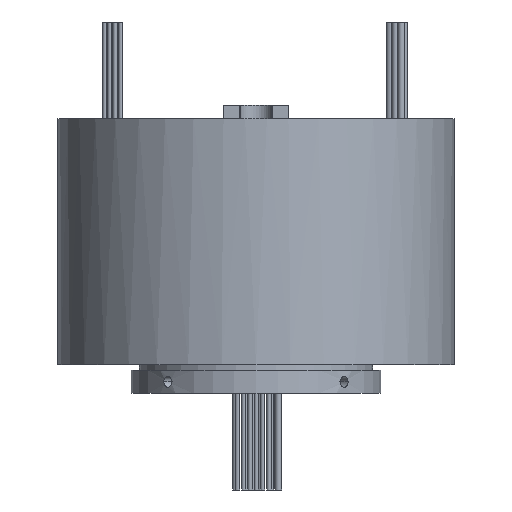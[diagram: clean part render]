
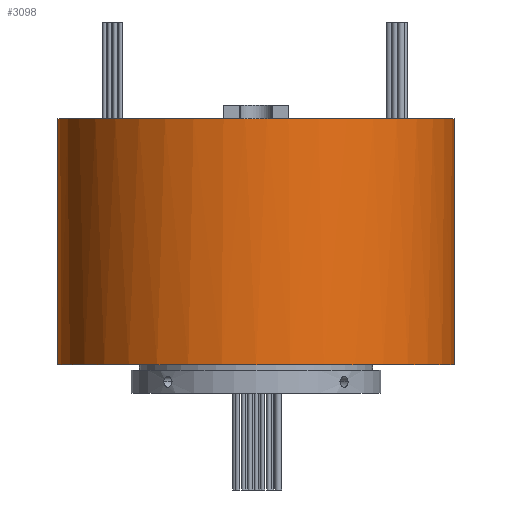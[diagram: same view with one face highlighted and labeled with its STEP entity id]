
A CAD part, front view. The second image highlights one B-rep face of the part: STEP entity #3098.
In plain terms, the highlighted cylindrical face has radius 59.5 mm (diameter 119 mm), a partial arc.
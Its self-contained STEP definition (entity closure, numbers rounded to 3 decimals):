
#3 = DIRECTION ( 'NONE',  ( -1., 0., 0. ) ) ;
#20 = CARTESIAN_POINT ( 'NONE',  ( 0., 0., 82.6 ) ) ;
#54 = VERTEX_POINT ( 'NONE', #5043 ) ;
#117 = VERTEX_POINT ( 'NONE', #2421 ) ;
#247 = DIRECTION ( 'NONE',  ( 1., 0., 0. ) ) ;
#468 = DIRECTION ( 'NONE',  ( 1., 0., 0. ) ) ;
#544 = ORIENTED_EDGE ( 'NONE', *, *, #4284, .T. ) ;
#565 = VERTEX_POINT ( 'NONE', #5129 ) ;
#662 = AXIS2_PLACEMENT_3D ( 'NONE', #1909, #5108, #2390 ) ;
#757 = CARTESIAN_POINT ( 'NONE',  ( 59.5, 0., 8.6 ) ) ;
#790 = CYLINDRICAL_SURFACE ( 'NONE', #4099, 59.5 ) ;
#898 = CARTESIAN_POINT ( 'NONE',  ( 0., 0., 82.6 ) ) ;
#908 = DIRECTION ( 'NONE',  ( 0., 0., -1. ) ) ;
#1059 = ORIENTED_EDGE ( 'NONE', *, *, #5555, .F. ) ;
#1246 = CARTESIAN_POINT ( 'NONE',  ( -59.5, 0., 82.6 ) ) ;
#1300 = LINE ( 'NONE', #5599, #2548 ) ;
#1366 = DIRECTION ( 'NONE',  ( 1., 0., 0. ) ) ;
#1431 = CIRCLE ( 'NONE', #4053, 59.5 ) ;
#1434 = AXIS2_PLACEMENT_3D ( 'NONE', #898, #4125, #1366 ) ;
#1484 = ORIENTED_EDGE ( 'NONE', *, *, #5279, .F. ) ;
#1669 = ORIENTED_EDGE ( 'NONE', *, *, #3559, .F. ) ;
#1742 = CIRCLE ( 'NONE', #1434, 59.5 ) ;
#1909 = CARTESIAN_POINT ( 'NONE',  ( 0., 0., 8.6 ) ) ;
#2175 = CIRCLE ( 'NONE', #662, 59.5 ) ;
#2273 = AXIS2_PLACEMENT_3D ( 'NONE', #5724, #3005, #247 ) ;
#2390 = DIRECTION ( 'NONE',  ( 1., 0., 0. ) ) ;
#2421 = CARTESIAN_POINT ( 'NONE',  ( 59.5, 0., 82.6 ) ) ;
#2428 = DIRECTION ( 'NONE',  ( 0., 0., -1. ) ) ;
#2515 = CARTESIAN_POINT ( 'NONE',  ( -9.75, -58.696, 82.6 ) ) ;
#2548 = VECTOR ( 'NONE', #2428, 1000. ) ;
#2744 = ORIENTED_EDGE ( 'NONE', *, *, #5163, .T. ) ;
#3005 = DIRECTION ( 'NONE',  ( 0., 0., 1. ) ) ;
#3098 = ADVANCED_FACE ( 'NONE', ( #4456 ), #790, .T. ) ;
#3209 = CARTESIAN_POINT ( 'NONE',  ( 0., 0., 82.6 ) ) ;
#3226 = DIRECTION ( 'NONE',  ( 0., 0., 1. ) ) ;
#3530 = VECTOR ( 'NONE', #4003, 1000. ) ;
#3559 = EDGE_CURVE ( 'NONE', #117, #4009, #1300, .T. ) ;
#3814 = VERTEX_POINT ( 'NONE', #2515 ) ;
#3994 = ORIENTED_EDGE ( 'NONE', *, *, #4482, .F. ) ;
#4003 = DIRECTION ( 'NONE',  ( 0., 0., -1. ) ) ;
#4009 = VERTEX_POINT ( 'NONE', #757 ) ;
#4053 = AXIS2_PLACEMENT_3D ( 'NONE', #20, #3226, #468 ) ;
#4099 = AXIS2_PLACEMENT_3D ( 'NONE', #3209, #908, #3 ) ;
#4110 = CIRCLE ( 'NONE', #2273, 59.5 ) ;
#4125 = DIRECTION ( 'NONE',  ( 0., 0., 1. ) ) ;
#4284 = EDGE_CURVE ( 'NONE', #54, #4009, #2175, .T. ) ;
#4456 = FACE_OUTER_BOUND ( 'NONE', #5861, .T. ) ;
#4482 = EDGE_CURVE ( 'NONE', #3814, #4742, #1431, .T. ) ;
#4742 = VERTEX_POINT ( 'NONE', #5254 ) ;
#5043 = CARTESIAN_POINT ( 'NONE',  ( -59.5, 0., 8.6 ) ) ;
#5108 = DIRECTION ( 'NONE',  ( 0., 0., 1. ) ) ;
#5129 = CARTESIAN_POINT ( 'NONE',  ( -59.5, 0., 82.6 ) ) ;
#5163 = EDGE_CURVE ( 'NONE', #565, #54, #5818, .T. ) ;
#5254 = CARTESIAN_POINT ( 'NONE',  ( 9.75, -58.696, 82.6 ) ) ;
#5279 = EDGE_CURVE ( 'NONE', #565, #3814, #1742, .T. ) ;
#5555 = EDGE_CURVE ( 'NONE', #4742, #117, #4110, .T. ) ;
#5599 = CARTESIAN_POINT ( 'NONE',  ( 59.5, 0., 82.6 ) ) ;
#5724 = CARTESIAN_POINT ( 'NONE',  ( 0., 0., 82.6 ) ) ;
#5818 = LINE ( 'NONE', #1246, #3530 ) ;
#5861 = EDGE_LOOP ( 'NONE', ( #1669, #1059, #3994, #1484, #2744, #544 ) ) ;
